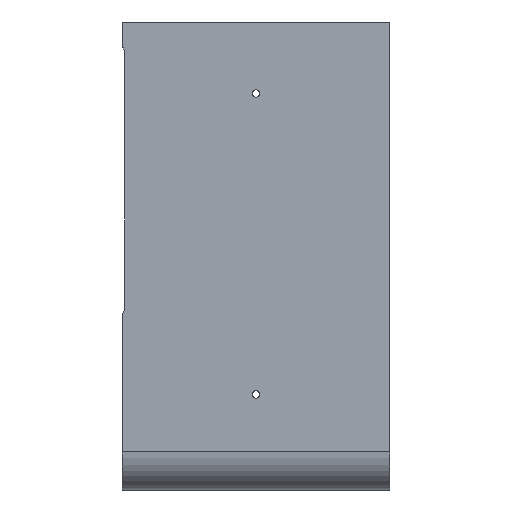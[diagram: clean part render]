
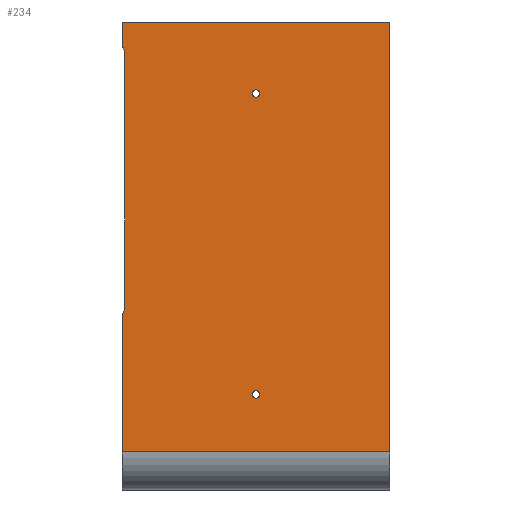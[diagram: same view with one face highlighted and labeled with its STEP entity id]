
A CAD part, left-side view. The second image highlights one B-rep face of the part: STEP entity #234.
In plain terms, the highlighted planar face has unit normal (-1, 0, 0).
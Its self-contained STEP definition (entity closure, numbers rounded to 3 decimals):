
#2 = LINE ( 'NONE', #512, #17 ) ;
#9 = CARTESIAN_POINT ( 'NONE',  ( -126.25, 99.464, -56.072 ) ) ;
#13 = EDGE_CURVE ( 'NONE', #157, #641, #2, .T. ) ;
#14 = DIRECTION ( 'NONE',  ( -1., 0., 0. ) ) ;
#17 = VECTOR ( 'NONE', #81, 1000. ) ;
#18 = FACE_OUTER_BOUND ( 'NONE', #893, .T. ) ;
#19 = ORIENTED_EDGE ( 'NONE', *, *, #392, .T. ) ;
#27 = DIRECTION ( 'NONE',  ( -1., 0., 0. ) ) ;
#29 = VERTEX_POINT ( 'NONE', #147 ) ;
#31 = EDGE_CURVE ( 'NONE', #641, #92, #141, .T. ) ;
#33 = VERTEX_POINT ( 'NONE', #9 ) ;
#34 = DIRECTION ( 'NONE',  ( 1., 0., 0. ) ) ;
#36 = CIRCLE ( 'NONE', #516, 2.75 ) ;
#49 = DIRECTION ( 'NONE',  ( 0., 0., -1. ) ) ;
#57 = CARTESIAN_POINT ( 'NONE',  ( -126.25, -100., -160. ) ) ;
#77 = ORIENTED_EDGE ( 'NONE', *, *, #572, .T. ) ;
#81 = DIRECTION ( 'NONE',  ( 0., 0., -1. ) ) ;
#85 = EDGE_CURVE ( 'NONE', #614, #29, #36, .T. ) ;
#87 = CARTESIAN_POINT ( 'NONE',  ( -126.25, -100., 161.5 ) ) ;
#88 = CIRCLE ( 'NONE', #189, 4. ) ;
#90 = AXIS2_PLACEMENT_3D ( 'NONE', #256, #748, #946 ) ;
#92 = VERTEX_POINT ( 'NONE', #861 ) ;
#96 = ORIENTED_EDGE ( 'NONE', *, *, #235, .T. ) ;
#108 = VERTEX_POINT ( 'NONE', #511 ) ;
#110 = AXIS2_PLACEMENT_3D ( 'NONE', #881, #34, #942 ) ;
#119 = VERTEX_POINT ( 'NONE', #473 ) ;
#131 = ORIENTED_EDGE ( 'NONE', *, *, #465, .T. ) ;
#139 = CIRCLE ( 'NONE', #90, 4. ) ;
#141 = CIRCLE ( 'NONE', #682, 4. ) ;
#147 = CARTESIAN_POINT ( 'NONE',  ( -126.25, 0., -114.25 ) ) ;
#154 = EDGE_LOOP ( 'NONE', ( #420, #733 ) ) ;
#156 = AXIS2_PLACEMENT_3D ( 'NONE', #201, #198, #206 ) ;
#157 = VERTEX_POINT ( 'NONE', #930 ) ;
#189 = AXIS2_PLACEMENT_3D ( 'NONE', #576, #27, #573 ) ;
#198 = DIRECTION ( 'NONE',  ( -1., 0., 0. ) ) ;
#201 = CARTESIAN_POINT ( 'NONE',  ( -126.25, 0., 108. ) ) ;
#203 = ORIENTED_EDGE ( 'NONE', *, *, #639, .F. ) ;
#206 = DIRECTION ( 'NONE',  ( 0., 0., -1. ) ) ;
#218 = DIRECTION ( 'NONE',  ( 0., -1., 0. ) ) ;
#221 = FACE_BOUND ( 'NONE', #154, .T. ) ;
#223 = FACE_BOUND ( 'NONE', #665, .T. ) ;
#234 = ADVANCED_FACE ( 'NONE', ( #18, #223, #221 ), #496, .F. ) ;
#235 = EDGE_CURVE ( 'NONE', #409, #157, #139, .T. ) ;
#244 = ORIENTED_EDGE ( 'NONE', *, *, #807, .F. ) ;
#253 = VERTEX_POINT ( 'NONE', #816 ) ;
#256 = CARTESIAN_POINT ( 'NONE',  ( -126.25, 102., 138.464 ) ) ;
#260 = AXIS2_PLACEMENT_3D ( 'NONE', #305, #821, #835 ) ;
#269 = DIRECTION ( 'NONE',  ( 1., 0., 0. ) ) ;
#281 = CARTESIAN_POINT ( 'NONE',  ( -126.25, 99.464, 142.072 ) ) ;
#305 = CARTESIAN_POINT ( 'NONE',  ( -126.25, 96., -58.072 ) ) ;
#309 = VECTOR ( 'NONE', #436, 1000. ) ;
#356 = DIRECTION ( 'NONE',  ( 0., -1., 0. ) ) ;
#392 = EDGE_CURVE ( 'NONE', #119, #864, #88, .T. ) ;
#393 = CARTESIAN_POINT ( 'NONE',  ( -126.25, 100., 161.5 ) ) ;
#398 = CIRCLE ( 'NONE', #156, 2.75 ) ;
#402 = AXIS2_PLACEMENT_3D ( 'NONE', #533, #526, #543 ) ;
#406 = ORIENTED_EDGE ( 'NONE', *, *, #499, .F. ) ;
#409 = VERTEX_POINT ( 'NONE', #940 ) ;
#415 = EDGE_CURVE ( 'NONE', #961, #756, #737, .T. ) ;
#420 = ORIENTED_EDGE ( 'NONE', *, *, #85, .F. ) ;
#428 = VECTOR ( 'NONE', #521, 1000. ) ;
#434 = DIRECTION ( 'NONE',  ( 0., -0.5, -0.866 ) ) ;
#436 = DIRECTION ( 'NONE',  ( 0., 0., 1. ) ) ;
#437 = ORIENTED_EDGE ( 'NONE', *, *, #649, .F. ) ;
#441 = CIRCLE ( 'NONE', #260, 4. ) ;
#451 = CARTESIAN_POINT ( 'NONE',  ( -126.25, 98., 139.536 ) ) ;
#453 = EDGE_CURVE ( 'NONE', #585, #756, #791, .T. ) ;
#458 = CARTESIAN_POINT ( 'NONE',  ( -126.25, -100., -160. ) ) ;
#465 = EDGE_CURVE ( 'NONE', #602, #585, #761, .T. ) ;
#468 = LINE ( 'NONE', #966, #484 ) ;
#473 = CARTESIAN_POINT ( 'NONE',  ( -126.25, 100., 144.072 ) ) ;
#474 = CARTESIAN_POINT ( 'NONE',  ( -126.25, 0., 105.25 ) ) ;
#484 = VECTOR ( 'NONE', #971, 1000. ) ;
#496 = PLANE ( 'NONE',  #110 ) ;
#499 = EDGE_CURVE ( 'NONE', #602, #253, #701, .T. ) ;
#502 = CARTESIAN_POINT ( 'NONE',  ( -126.25, 100., -160. ) ) ;
#511 = CARTESIAN_POINT ( 'NONE',  ( -126.25, 0., 110.75 ) ) ;
#512 = CARTESIAN_POINT ( 'NONE',  ( -126.25, 98., -53.536 ) ) ;
#516 = AXIS2_PLACEMENT_3D ( 'NONE', #559, #14, #646 ) ;
#521 = DIRECTION ( 'NONE',  ( 0., 0., 1. ) ) ;
#526 = DIRECTION ( 'NONE',  ( -1., 0., 0. ) ) ;
#532 = EDGE_CURVE ( 'NONE', #33, #253, #441, .T. ) ;
#533 = CARTESIAN_POINT ( 'NONE',  ( -126.25, 0., -117. ) ) ;
#543 = DIRECTION ( 'NONE',  ( 0., 0., -1. ) ) ;
#549 = ORIENTED_EDGE ( 'NONE', *, *, #415, .F. ) ;
#556 = CARTESIAN_POINT ( 'NONE',  ( -126.25, 98., -52.464 ) ) ;
#559 = CARTESIAN_POINT ( 'NONE',  ( -126.25, 0., -117. ) ) ;
#568 = CIRCLE ( 'NONE', #609, 2.75 ) ;
#572 = EDGE_CURVE ( 'NONE', #92, #33, #468, .T. ) ;
#573 = DIRECTION ( 'NONE',  ( 0., 0., -1. ) ) ;
#576 = CARTESIAN_POINT ( 'NONE',  ( -126.25, 96., 144.072 ) ) ;
#585 = VERTEX_POINT ( 'NONE', #458 ) ;
#590 = VECTOR ( 'NONE', #434, 1000. ) ;
#592 = VECTOR ( 'NONE', #619, 1000. ) ;
#601 = VERTEX_POINT ( 'NONE', #474 ) ;
#602 = VERTEX_POINT ( 'NONE', #502 ) ;
#609 = AXIS2_PLACEMENT_3D ( 'NONE', #653, #672, #688 ) ;
#611 = CARTESIAN_POINT ( 'NONE',  ( -126.25, 100., 161.5 ) ) ;
#614 = VERTEX_POINT ( 'NONE', #918 ) ;
#619 = DIRECTION ( 'NONE',  ( 0., 0., 1. ) ) ;
#621 = LINE ( 'NONE', #451, #590 ) ;
#623 = LINE ( 'NONE', #914, #592 ) ;
#639 = EDGE_CURVE ( 'NONE', #601, #108, #568, .T. ) ;
#641 = VERTEX_POINT ( 'NONE', #556 ) ;
#646 = DIRECTION ( 'NONE',  ( 0., 0., -1. ) ) ;
#649 = EDGE_CURVE ( 'NONE', #119, #961, #623, .T. ) ;
#653 = CARTESIAN_POINT ( 'NONE',  ( -126.25, 0., 108. ) ) ;
#665 = EDGE_LOOP ( 'NONE', ( #203, #244 ) ) ;
#668 = CIRCLE ( 'NONE', #402, 2.75 ) ;
#672 = DIRECTION ( 'NONE',  ( -1., 0., 0. ) ) ;
#682 = AXIS2_PLACEMENT_3D ( 'NONE', #889, #269, #49 ) ;
#688 = DIRECTION ( 'NONE',  ( 0., 0., -1. ) ) ;
#698 = VECTOR ( 'NONE', #218, 1000. ) ;
#701 = LINE ( 'NONE', #900, #309 ) ;
#730 = ORIENTED_EDGE ( 'NONE', *, *, #927, .T. ) ;
#732 = ORIENTED_EDGE ( 'NONE', *, *, #453, .T. ) ;
#733 = ORIENTED_EDGE ( 'NONE', *, *, #938, .F. ) ;
#737 = LINE ( 'NONE', #393, #776 ) ;
#748 = DIRECTION ( 'NONE',  ( 1., 0., 0. ) ) ;
#756 = VERTEX_POINT ( 'NONE', #87 ) ;
#761 = LINE ( 'NONE', #897, #698 ) ;
#776 = VECTOR ( 'NONE', #356, 1000. ) ;
#785 = ORIENTED_EDGE ( 'NONE', *, *, #532, .T. ) ;
#787 = ORIENTED_EDGE ( 'NONE', *, *, #31, .T. ) ;
#791 = LINE ( 'NONE', #57, #428 ) ;
#807 = EDGE_CURVE ( 'NONE', #108, #601, #398, .T. ) ;
#816 = CARTESIAN_POINT ( 'NONE',  ( -126.25, 100., -58.072 ) ) ;
#821 = DIRECTION ( 'NONE',  ( -1., 0., 0. ) ) ;
#835 = DIRECTION ( 'NONE',  ( 0., 0., -1. ) ) ;
#840 = ORIENTED_EDGE ( 'NONE', *, *, #13, .T. ) ;
#861 = CARTESIAN_POINT ( 'NONE',  ( -126.25, 98.536, -54.464 ) ) ;
#864 = VERTEX_POINT ( 'NONE', #281 ) ;
#881 = CARTESIAN_POINT ( 'NONE',  ( -126.25, 100., -160. ) ) ;
#889 = CARTESIAN_POINT ( 'NONE',  ( -126.25, 102., -52.464 ) ) ;
#893 = EDGE_LOOP ( 'NONE', ( #77, #785, #406, #131, #732, #549, #437, #19, #730, #96, #840, #787 ) ) ;
#897 = CARTESIAN_POINT ( 'NONE',  ( -126.25, 100., -160. ) ) ;
#900 = CARTESIAN_POINT ( 'NONE',  ( -126.25, 100., -160. ) ) ;
#914 = CARTESIAN_POINT ( 'NONE',  ( -126.25, 100., -160. ) ) ;
#918 = CARTESIAN_POINT ( 'NONE',  ( -126.25, 0., -119.75 ) ) ;
#927 = EDGE_CURVE ( 'NONE', #864, #409, #621, .T. ) ;
#930 = CARTESIAN_POINT ( 'NONE',  ( -126.25, 98., 138.464 ) ) ;
#938 = EDGE_CURVE ( 'NONE', #29, #614, #668, .T. ) ;
#940 = CARTESIAN_POINT ( 'NONE',  ( -126.25, 98.536, 140.464 ) ) ;
#942 = DIRECTION ( 'NONE',  ( 0., 0., -1. ) ) ;
#946 = DIRECTION ( 'NONE',  ( 0., 0., -1. ) ) ;
#961 = VERTEX_POINT ( 'NONE', #611 ) ;
#966 = CARTESIAN_POINT ( 'NONE',  ( -126.25, 100., -57. ) ) ;
#971 = DIRECTION ( 'NONE',  ( 0., 0.5, -0.866 ) ) ;
